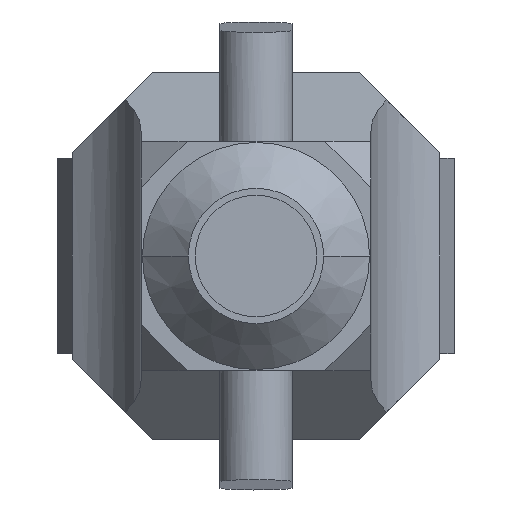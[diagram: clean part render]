
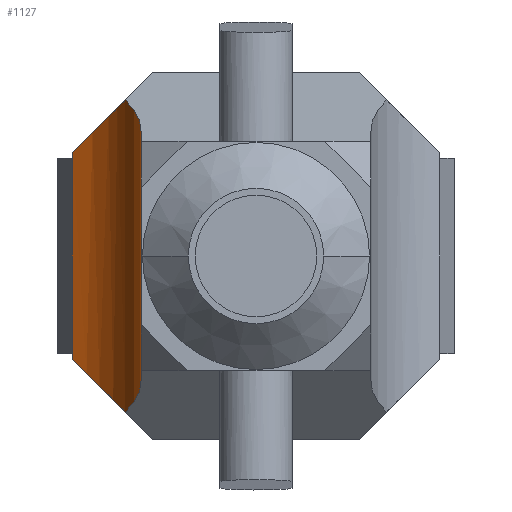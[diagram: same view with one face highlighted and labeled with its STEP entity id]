
A CAD part, left-side view. The second image highlights one B-rep face of the part: STEP entity #1127.
In plain terms, the highlighted cylindrical face has radius 6 mm (diameter 12 mm), a partial arc.
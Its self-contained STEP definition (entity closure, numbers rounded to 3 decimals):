
#141=DIRECTION('',(0.,0.,1.));
#142=VECTOR('',#141,9.);
#143=CARTESIAN_POINT('',(-156.5,13.,-4.5));
#144=LINE('',#143,#142);
#169=CARTESIAN_POINT('',(-161.696,10.,-5.402));
#170=CARTESIAN_POINT('',(-160.715,10.,-5.893));
#171=CARTESIAN_POINT('',(-159.779,10.227,-6.361));
#172=CARTESIAN_POINT('',(-158.892,10.696,-6.804));
#174=CARTESIAN_POINT('',(-158.892,10.696,-6.804));
#175=CARTESIAN_POINT('',(-157.772,11.288,-6.212));
#176=CARTESIAN_POINT('',(-157.028,12.085,-5.415));
#177=CARTESIAN_POINT('',(-156.5,13.,-4.5));
#179=CARTESIAN_POINT('',(-156.5,13.,4.5));
#180=CARTESIAN_POINT('',(-157.028,12.085,5.415));
#181=CARTESIAN_POINT('',(-157.772,11.288,6.212));
#182=CARTESIAN_POINT('',(-158.892,10.696,6.804));
#184=CARTESIAN_POINT('',(-158.892,10.696,6.804));
#185=CARTESIAN_POINT('',(-159.779,10.227,6.361));
#186=CARTESIAN_POINT('',(-160.715,10.,5.893));
#187=CARTESIAN_POINT('',(-161.696,10.,5.402));
#189=DIRECTION('',(0.,0.,1.));
#190=VECTOR('',#189,10.804);
#191=CARTESIAN_POINT('',(-161.696,10.,-5.402));
#192=LINE('',#191,#190);
#763=CARTESIAN_POINT('',(-161.696,10.,-5.402));
#764=CARTESIAN_POINT('',(-161.696,10.,5.402));
#765=VERTEX_POINT('',#763);
#766=VERTEX_POINT('',#764);
#767=CARTESIAN_POINT('',(-156.5,13.,-4.5));
#768=CARTESIAN_POINT('',(-156.5,13.,4.5));
#769=VERTEX_POINT('',#767);
#770=VERTEX_POINT('',#768);
#773=VERTEX_POINT('',#172);
#774=VERTEX_POINT('',#182);
#1111=CARTESIAN_POINT('',(-161.696,16.,-28.858));
#1112=DIRECTION('',(0.,0.,1.));
#1113=DIRECTION('',(0.,-1.,0.));
#1114=AXIS2_PLACEMENT_3D('',#1111,#1112,#1113);
#1115=CYLINDRICAL_SURFACE('',#1114,6.);
#1117=ORIENTED_EDGE('',*,*,#1116,.F.);
#1118=ORIENTED_EDGE('',*,*,#1055,.T.);
#1119=ORIENTED_EDGE('',*,*,#1078,.T.);
#1120=ORIENTED_EDGE('',*,*,#1092,.T.);
#1122=ORIENTED_EDGE('',*,*,#1121,.T.);
#1124=ORIENTED_EDGE('',*,*,#1123,.T.);
#1125=EDGE_LOOP('',(#1117,#1118,#1119,#1120,#1122,#1124));
#1126=FACE_OUTER_BOUND('',#1125,.F.);
#1127=ADVANCED_FACE('',(#1126),#1115,.F.);
#173=B_SPLINE_CURVE_WITH_KNOTS('',3,(#169,#170,#171,#172),.UNSPECIFIED.,.F.,.F.,
(4,4),(0.,1.),.UNSPECIFIED.);
#178=B_SPLINE_CURVE_WITH_KNOTS('',3,(#174,#175,#176,#177),.UNSPECIFIED.,.F.,.F.,
(4,4),(0.,1.),.UNSPECIFIED.);
#183=B_SPLINE_CURVE_WITH_KNOTS('',3,(#179,#180,#181,#182),.UNSPECIFIED.,.F.,.F.,
(4,4),(0.,1.),.UNSPECIFIED.);
#188=B_SPLINE_CURVE_WITH_KNOTS('',3,(#184,#185,#186,#187),.UNSPECIFIED.,.F.,.F.,
(4,4),(0.,1.),.UNSPECIFIED.);
#1055=EDGE_CURVE('',#765,#773,#173,.T.);
#1078=EDGE_CURVE('',#773,#769,#178,.T.);
#1092=EDGE_CURVE('',#769,#770,#144,.T.);
#1116=EDGE_CURVE('',#765,#766,#192,.T.);
#1121=EDGE_CURVE('',#770,#774,#183,.T.);
#1123=EDGE_CURVE('',#774,#766,#188,.T.);
